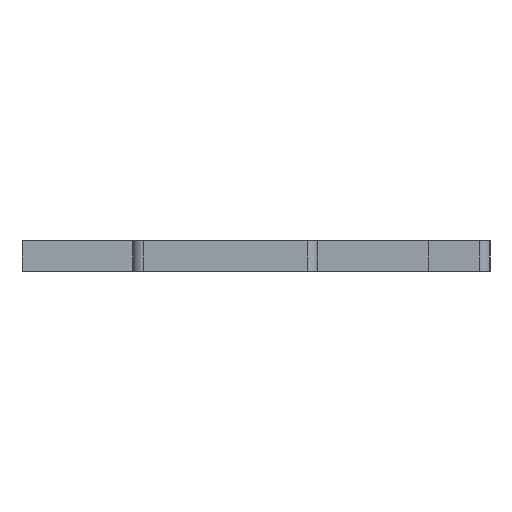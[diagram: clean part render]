
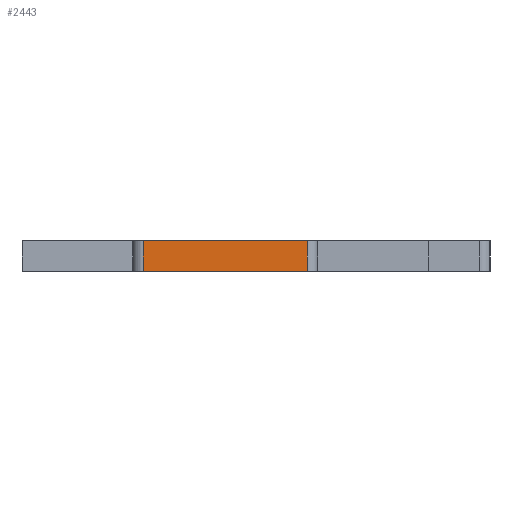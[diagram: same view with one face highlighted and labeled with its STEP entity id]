
A CAD part, left-side view. The second image highlights one B-rep face of the part: STEP entity #2443.
In plain terms, the highlighted planar face has unit normal (-1, 0, 0).
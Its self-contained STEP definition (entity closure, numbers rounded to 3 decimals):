
#36=PLANE('',#2640);
#119=FACE_OUTER_BOUND('',#252,.T.);
#252=EDGE_LOOP('',(#1811,#1812,#1813,#1814));
#383=LINE('',#3555,#655);
#469=LINE('',#3834,#741);
#470=LINE('',#3837,#742);
#471=LINE('',#3838,#743);
#655=VECTOR('',#2821,10.);
#741=VECTOR('',#3037,10.);
#742=VECTOR('',#3040,10.);
#743=VECTOR('',#3041,10.);
#1028=VERTEX_POINT('',#3552);
#1029=VERTEX_POINT('',#3554);
#1156=VERTEX_POINT('',#3830);
#1158=VERTEX_POINT('',#3836);
#1278=EDGE_CURVE('',#1029,#1028,#383,.T.);
#1418=EDGE_CURVE('',#1029,#1156,#469,.T.);
#1419=EDGE_CURVE('',#1158,#1028,#470,.T.);
#1420=EDGE_CURVE('',#1156,#1158,#471,.T.);
#1811=ORIENTED_EDGE('',*,*,#1418,.F.);
#1812=ORIENTED_EDGE('',*,*,#1278,.T.);
#1813=ORIENTED_EDGE('',*,*,#1419,.F.);
#1814=ORIENTED_EDGE('',*,*,#1420,.F.);
#2443=ADVANCED_FACE('',(#119),#36,.T.);
#2640=AXIS2_PLACEMENT_3D('',#3835,#3038,#3039);
#2821=DIRECTION('',(0.,1.,0.));
#3037=DIRECTION('',(0.,0.,-1.));
#3038=DIRECTION('center_axis',(-1.,0.,0.));
#3039=DIRECTION('ref_axis',(0.,1.,0.));
#3040=DIRECTION('',(0.,0.,1.));
#3041=DIRECTION('',(0.,1.,0.));
#3552=CARTESIAN_POINT('',(-2.994,-71.766,5.));
#3554=CARTESIAN_POINT('',(-2.994,-79.766,5.));
#3555=CARTESIAN_POINT('',(-2.994,-80.266,5.));
#3830=CARTESIAN_POINT('',(-2.994,-79.766,3.5));
#3834=CARTESIAN_POINT('',(-2.994,-79.766,5.));
#3835=CARTESIAN_POINT('Origin',(-2.994,-80.266,5.));
#3836=CARTESIAN_POINT('',(-2.994,-71.766,3.5));
#3837=CARTESIAN_POINT('',(-2.994,-71.766,5.));
#3838=CARTESIAN_POINT('',(-2.994,-80.266,3.5));
